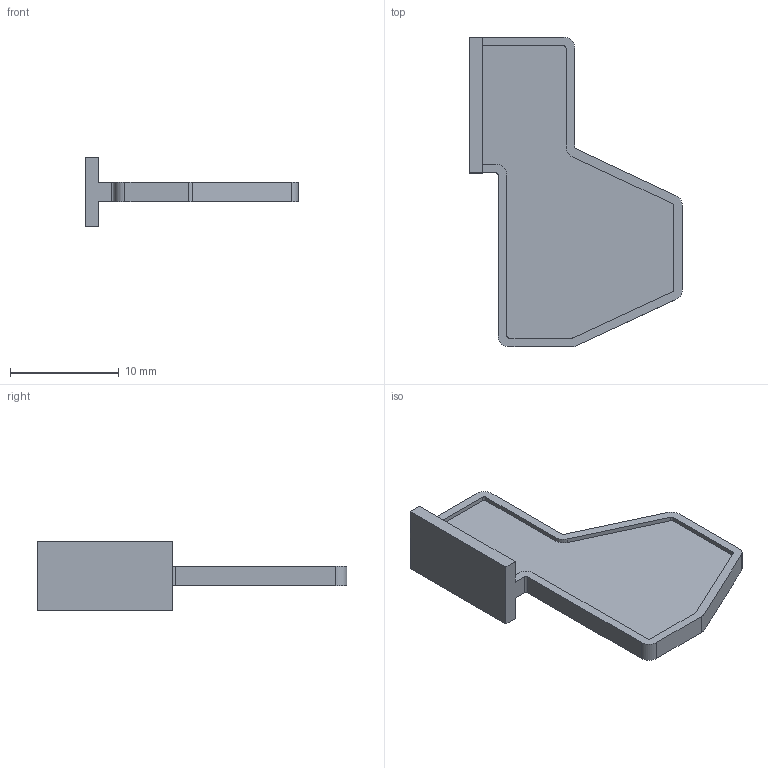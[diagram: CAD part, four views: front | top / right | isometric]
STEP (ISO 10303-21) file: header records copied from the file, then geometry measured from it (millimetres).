
FILE_DESCRIPTION((''),'2;1');
FILE_NAME('SDK4_TWI_3D_STEP','2016-06-29T',('Frank Ludolph'),(''),'CREO PARAMETRIC BY PTC INC, 2015290','CREO PARAMETRIC BY PTC INC, 2015290','');
FILE_SCHEMA(('CONFIG_CONTROL_DESIGN'));
Length unit declared in the file: millimetre
Products named in the file (1): SDK4_TWI_3D_STEP
Bounding box: 19.5 x 28.4 x 6.4 mm (x, y, z)
Volume: 492.1 mm3; surface area: 1079.1 mm2
Topology: 1 solids, 1 shells, 54 faces, 156 edges, 104 vertices
Faces by surface type: plane 33, cylinder 21
Entity records: 1820 total; most frequent: CARTESIAN_POINT 314, ORIENTED_EDGE 312, DIRECTION 306, EDGE_CURVE 156, VECTOR 114, LINE 114, VERTEX_POINT 104, AXIS2_PLACEMENT_3D 96
